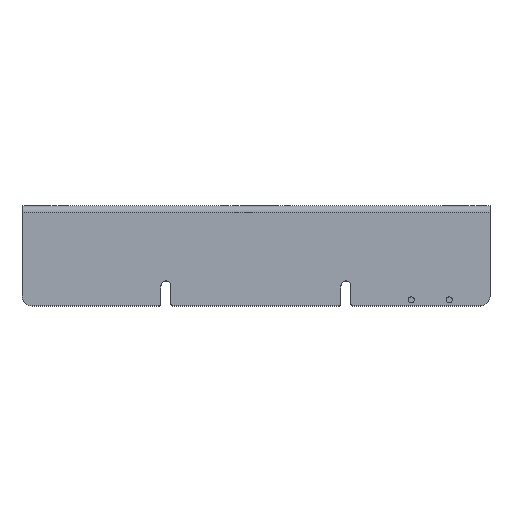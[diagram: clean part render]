
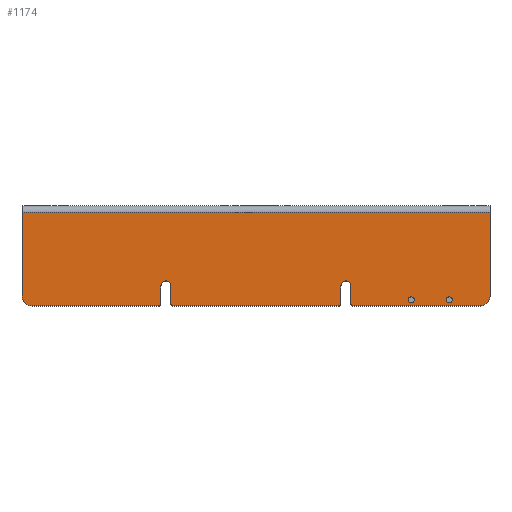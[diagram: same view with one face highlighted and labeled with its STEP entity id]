
A CAD part, top view. The second image highlights one B-rep face of the part: STEP entity #1174.
In plain terms, the highlighted planar face has unit normal (0, 0, 1).
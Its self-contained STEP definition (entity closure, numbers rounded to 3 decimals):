
#14=FACE_BOUND('',#169,.T.);
#15=FACE_BOUND('',#170,.T.);
#16=FACE_BOUND('',#171,.T.);
#72=PLANE('',#1256);
#169=EDGE_LOOP('',(#848));
#170=EDGE_LOOP('',(#849));
#171=EDGE_LOOP('',(#850,#851,#852,#853,#854,#855,#856,#857,#858,#859,#860,
#861,#862,#863,#864,#865,#866,#867));
#300=LINE('',#1819,#388);
#303=LINE('',#1829,#391);
#304=LINE('',#1833,#392);
#305=LINE('',#1835,#393);
#306=LINE('',#1837,#394);
#307=LINE('',#1841,#395);
#308=LINE('',#1845,#396);
#309=LINE('',#1849,#397);
#310=LINE('',#1853,#398);
#311=LINE('',#1857,#399);
#388=VECTOR('',#1438,9.);
#391=VECTOR('',#1447,63.5);
#392=VECTOR('',#1450,41.825);
#393=VECTOR('',#1451,234.);
#394=VECTOR('',#1452,41.825);
#395=VECTOR('',#1455,63.5);
#396=VECTOR('',#1458,9.);
#397=VECTOR('',#1461,9.);
#398=VECTOR('',#1464,83.);
#399=VECTOR('',#1467,9.);
#467=CIRCLE('',#1254,1.);
#468=CIRCLE('',#1257,1.5);
#469=CIRCLE('',#1258,1.5);
#470=CIRCLE('',#1259,5.);
#471=CIRCLE('',#1260,5.);
#472=CIRCLE('',#1261,1.);
#473=CIRCLE('',#1262,2.5);
#474=CIRCLE('',#1263,1.);
#475=CIRCLE('',#1264,1.);
#476=CIRCLE('',#1265,2.5);
#556=VERTEX_POINT('',#1812);
#557=VERTEX_POINT('',#1814);
#558=VERTEX_POINT('',#1818);
#560=VERTEX_POINT('',#1824);
#561=VERTEX_POINT('',#1826);
#562=VERTEX_POINT('',#1828);
#563=VERTEX_POINT('',#1830);
#564=VERTEX_POINT('',#1832);
#565=VERTEX_POINT('',#1834);
#566=VERTEX_POINT('',#1836);
#567=VERTEX_POINT('',#1838);
#568=VERTEX_POINT('',#1840);
#569=VERTEX_POINT('',#1842);
#570=VERTEX_POINT('',#1844);
#571=VERTEX_POINT('',#1846);
#572=VERTEX_POINT('',#1848);
#573=VERTEX_POINT('',#1850);
#574=VERTEX_POINT('',#1852);
#575=VERTEX_POINT('',#1854);
#576=VERTEX_POINT('',#1856);
#674=EDGE_CURVE('',#556,#557,#467,.T.);
#676=EDGE_CURVE('',#558,#557,#300,.T.);
#679=EDGE_CURVE('',#560,#560,#468,.T.);
#680=EDGE_CURVE('',#561,#561,#469,.T.);
#681=EDGE_CURVE('',#562,#556,#303,.T.);
#682=EDGE_CURVE('',#563,#562,#470,.T.);
#683=EDGE_CURVE('',#564,#563,#304,.T.);
#684=EDGE_CURVE('',#564,#565,#305,.T.);
#685=EDGE_CURVE('',#566,#565,#306,.T.);
#686=EDGE_CURVE('',#567,#566,#471,.T.);
#687=EDGE_CURVE('',#568,#567,#307,.T.);
#688=EDGE_CURVE('',#569,#568,#472,.T.);
#689=EDGE_CURVE('',#569,#570,#308,.T.);
#690=EDGE_CURVE('',#570,#571,#473,.T.);
#691=EDGE_CURVE('',#571,#572,#309,.T.);
#692=EDGE_CURVE('',#573,#572,#474,.T.);
#693=EDGE_CURVE('',#574,#573,#310,.T.);
#694=EDGE_CURVE('',#575,#574,#475,.T.);
#695=EDGE_CURVE('',#575,#576,#311,.T.);
#696=EDGE_CURVE('',#576,#558,#476,.T.);
#848=ORIENTED_EDGE('',*,*,#679,.T.);
#849=ORIENTED_EDGE('',*,*,#680,.T.);
#850=ORIENTED_EDGE('',*,*,#674,.F.);
#851=ORIENTED_EDGE('',*,*,#681,.F.);
#852=ORIENTED_EDGE('',*,*,#682,.F.);
#853=ORIENTED_EDGE('',*,*,#683,.F.);
#854=ORIENTED_EDGE('',*,*,#684,.T.);
#855=ORIENTED_EDGE('',*,*,#685,.F.);
#856=ORIENTED_EDGE('',*,*,#686,.F.);
#857=ORIENTED_EDGE('',*,*,#687,.F.);
#858=ORIENTED_EDGE('',*,*,#688,.F.);
#859=ORIENTED_EDGE('',*,*,#689,.T.);
#860=ORIENTED_EDGE('',*,*,#690,.T.);
#861=ORIENTED_EDGE('',*,*,#691,.T.);
#862=ORIENTED_EDGE('',*,*,#692,.F.);
#863=ORIENTED_EDGE('',*,*,#693,.F.);
#864=ORIENTED_EDGE('',*,*,#694,.F.);
#865=ORIENTED_EDGE('',*,*,#695,.T.);
#866=ORIENTED_EDGE('',*,*,#696,.T.);
#867=ORIENTED_EDGE('',*,*,#676,.T.);
#1174=ADVANCED_FACE('',(#14,#15,#16),#72,.T.);
#1254=AXIS2_PLACEMENT_3D('',#1815,#1433,#1434);
#1256=AXIS2_PLACEMENT_3D('',#1823,#1441,#1442);
#1257=AXIS2_PLACEMENT_3D('',#1825,#1443,#1444);
#1258=AXIS2_PLACEMENT_3D('',#1827,#1445,#1446);
#1259=AXIS2_PLACEMENT_3D('',#1831,#1448,#1449);
#1260=AXIS2_PLACEMENT_3D('',#1839,#1453,#1454);
#1261=AXIS2_PLACEMENT_3D('',#1843,#1456,#1457);
#1262=AXIS2_PLACEMENT_3D('',#1847,#1459,#1460);
#1263=AXIS2_PLACEMENT_3D('',#1851,#1462,#1463);
#1264=AXIS2_PLACEMENT_3D('',#1855,#1465,#1466);
#1265=AXIS2_PLACEMENT_3D('',#1858,#1468,#1469);
#1433=DIRECTION('center_axis',(0.,0.,
-1.));
#1434=DIRECTION('ref_axis',(-0.707,-0.707,0.));
#1438=DIRECTION('',(0.,-1.,0.));
#1441=DIRECTION('center_axis',(0.,0.,
1.));
#1442=DIRECTION('ref_axis',(0.,-1.,0.));
#1443=DIRECTION('center_axis',(0.,0.,
-1.));
#1444=DIRECTION('ref_axis',(-1.,0.,0.));
#1445=DIRECTION('center_axis',(0.,0.,
-1.));
#1446=DIRECTION('ref_axis',(-1.,0.,0.));
#1447=DIRECTION('',(-1.,0.,0.));
#1448=DIRECTION('center_axis',(0.,0.,
-1.));
#1449=DIRECTION('ref_axis',(0.707,-0.707,0.));
#1450=DIRECTION('',(0.,-1.,0.));
#1451=DIRECTION('',(-1.,0.,0.));
#1452=DIRECTION('',(0.,1.,0.));
#1453=DIRECTION('center_axis',(0.,0.,
-1.));
#1454=DIRECTION('ref_axis',(-0.707,-0.707,0.));
#1455=DIRECTION('',(-1.,0.,0.));
#1456=DIRECTION('center_axis',(0.,0.,
-1.));
#1457=DIRECTION('ref_axis',(0.707,-0.707,0.));
#1458=DIRECTION('',(0.,1.,0.));
#1459=DIRECTION('center_axis',(0.,0.,
-1.));
#1460=DIRECTION('ref_axis',(-1.,0.,0.));
#1461=DIRECTION('',(0.,-1.,0.));
#1462=DIRECTION('center_axis',(0.,0.,
-1.));
#1463=DIRECTION('ref_axis',(-0.707,-0.707,0.));
#1464=DIRECTION('',(-1.,0.,0.));
#1465=DIRECTION('center_axis',(0.,0.,
-1.));
#1466=DIRECTION('ref_axis',(0.707,-0.707,0.));
#1467=DIRECTION('',(0.,1.,0.));
#1468=DIRECTION('center_axis',(0.,0.,
-1.));
#1469=DIRECTION('ref_axis',(-1.,0.,0.));
#1812=CARTESIAN_POINT('',(48.5,-48.413,25.));
#1814=CARTESIAN_POINT('',(47.5,-47.413,25.));
#1815=CARTESIAN_POINT('Origin',(48.5,-47.413,25.));
#1818=CARTESIAN_POINT('',(47.5,-38.413,25.));
#1819=CARTESIAN_POINT('',(47.5,-30.809,25.));
#1823=CARTESIAN_POINT('Origin',(0.,-23.205,
25.));
#1824=CARTESIAN_POINT('',(79.103,-45.413,25.));
#1825=CARTESIAN_POINT('Origin',(77.603,-45.413,25.));
#1826=CARTESIAN_POINT('',(98.103,-45.413,25.));
#1827=CARTESIAN_POINT('Origin',(96.603,-45.413,25.));
#1828=CARTESIAN_POINT('',(112.,-48.413,25.));
#1829=CARTESIAN_POINT('',(117.,-48.413,25.));
#1830=CARTESIAN_POINT('',(117.,-43.413,25.));
#1831=CARTESIAN_POINT('Origin',(112.,-43.413,25.));
#1832=CARTESIAN_POINT('',(117.,-1.587,25.));
#1833=CARTESIAN_POINT('',(117.,-1.588,25.));
#1834=CARTESIAN_POINT('',(-117.,-1.587,25.));
#1835=CARTESIAN_POINT('',(0.,-1.587,25.));
#1836=CARTESIAN_POINT('',(-117.,-43.413,25.));
#1837=CARTESIAN_POINT('',(-117.,5.594,25.));
#1838=CARTESIAN_POINT('',(-112.,-48.413,25.));
#1839=CARTESIAN_POINT('Origin',(-112.,-43.413,25.));
#1840=CARTESIAN_POINT('',(-48.5,-48.413,25.));
#1841=CARTESIAN_POINT('',(117.,-48.413,25.));
#1842=CARTESIAN_POINT('',(-47.5,-47.413,25.));
#1843=CARTESIAN_POINT('Origin',(-48.5,-47.413,25.));
#1844=CARTESIAN_POINT('',(-47.5,-38.413,25.));
#1845=CARTESIAN_POINT('',(-47.5,-35.809,25.));
#1846=CARTESIAN_POINT('',(-42.5,-38.413,25.));
#1847=CARTESIAN_POINT('Origin',(-45.,-38.413,25.));
#1848=CARTESIAN_POINT('',(-42.5,-47.413,25.));
#1849=CARTESIAN_POINT('',(-42.5,-30.809,25.));
#1850=CARTESIAN_POINT('',(-41.5,-48.413,25.));
#1851=CARTESIAN_POINT('Origin',(-41.5,-47.413,25.));
#1852=CARTESIAN_POINT('',(41.5,-48.413,25.));
#1853=CARTESIAN_POINT('',(117.,-48.413,25.));
#1854=CARTESIAN_POINT('',(42.5,-47.413,25.));
#1855=CARTESIAN_POINT('Origin',(41.5,-47.413,25.));
#1856=CARTESIAN_POINT('',(42.5,-38.413,25.));
#1857=CARTESIAN_POINT('',(42.5,-35.809,25.));
#1858=CARTESIAN_POINT('Origin',(45.,-38.413,25.));
